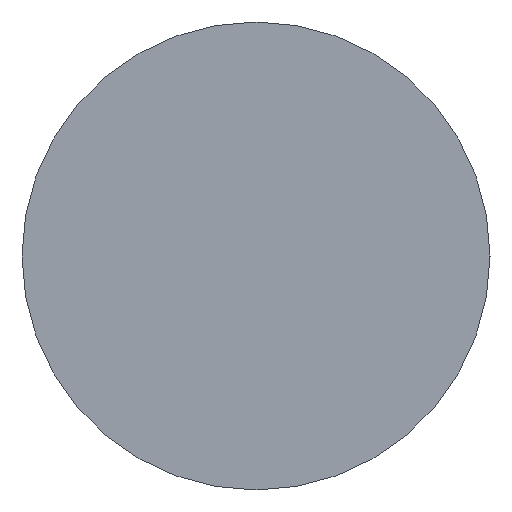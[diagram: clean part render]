
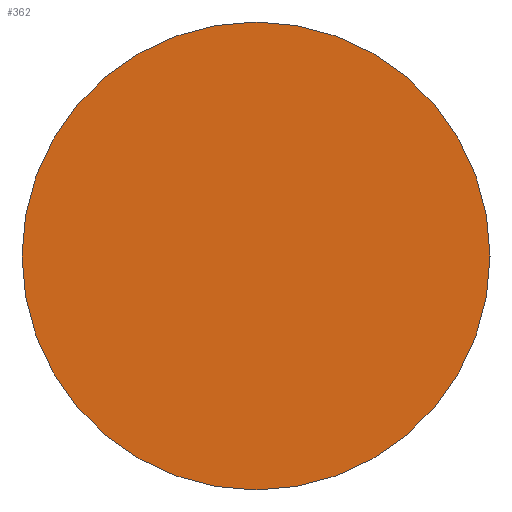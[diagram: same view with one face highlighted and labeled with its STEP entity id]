
A CAD part, left-side view. The second image highlights one B-rep face of the part: STEP entity #362.
In plain terms, the highlighted planar face has unit normal (-1, 0, 0).
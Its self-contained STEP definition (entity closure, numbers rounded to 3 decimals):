
#44 = CARTESIAN_POINT ( 'NONE',  ( -73., 0., 0. ) ) ;
#87 = VERTEX_POINT ( 'NONE', #475 ) ;
#100 = DIRECTION ( 'NONE',  ( -1., 0., 0. ) ) ;
#115 = FACE_OUTER_BOUND ( 'NONE', #429, .T. ) ;
#116 = CIRCLE ( 'NONE', #465, 5. ) ;
#169 = ORIENTED_EDGE ( 'NONE', *, *, #444, .T. ) ;
#221 = DIRECTION ( 'NONE',  ( 0., 0., 1. ) ) ;
#269 = DIRECTION ( 'NONE',  ( 0., 0., 1. ) ) ;
#306 = ORIENTED_EDGE ( 'NONE', *, *, #326, .T. ) ;
#316 = CARTESIAN_POINT ( 'NONE',  ( -73., 0., -5. ) ) ;
#319 = CARTESIAN_POINT ( 'NONE',  ( -73., 0., 0. ) ) ;
#325 = CIRCLE ( 'NONE', #344, 5. ) ;
#326 = EDGE_CURVE ( 'NONE', #87, #393, #116, .T. ) ;
#344 = AXIS2_PLACEMENT_3D ( 'NONE', #398, #100, #269 ) ;
#355 = DIRECTION ( 'NONE',  ( 1., 0., 0. ) ) ;
#362 = ADVANCED_FACE ( 'NONE', ( #115 ), #473, .F. ) ;
#393 = VERTEX_POINT ( 'NONE', #316 ) ;
#398 = CARTESIAN_POINT ( 'NONE',  ( -73., 0., 0. ) ) ;
#402 = DIRECTION ( 'NONE',  ( 0., 0., 1. ) ) ;
#429 = EDGE_LOOP ( 'NONE', ( #306, #169 ) ) ;
#438 = AXIS2_PLACEMENT_3D ( 'NONE', #44, #355, #402 ) ;
#444 = EDGE_CURVE ( 'NONE', #393, #87, #325, .T. ) ;
#465 = AXIS2_PLACEMENT_3D ( 'NONE', #319, #496, #221 ) ;
#473 = PLANE ( 'NONE',  #438 ) ;
#475 = CARTESIAN_POINT ( 'NONE',  ( -73., 0., 5. ) ) ;
#496 = DIRECTION ( 'NONE',  ( -1., 0., 0. ) ) ;
